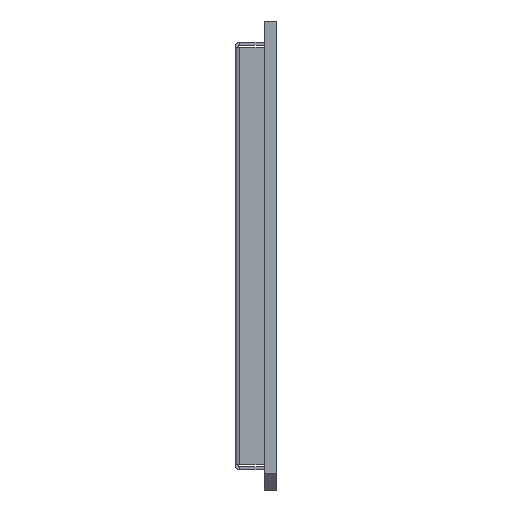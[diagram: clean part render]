
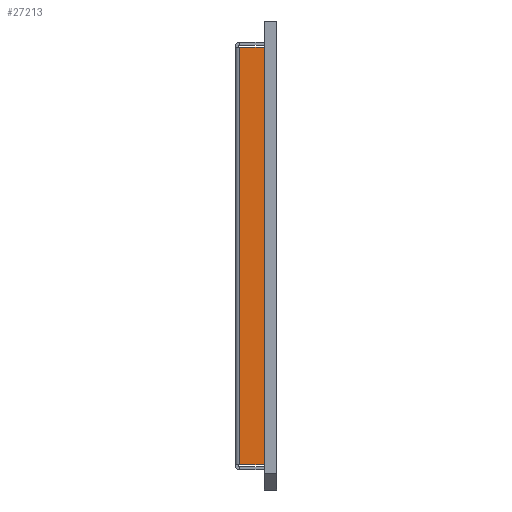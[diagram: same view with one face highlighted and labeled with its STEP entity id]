
A CAD part, left-side view. The second image highlights one B-rep face of the part: STEP entity #27213.
In plain terms, the highlighted planar face has unit normal (-1, 0, 0).
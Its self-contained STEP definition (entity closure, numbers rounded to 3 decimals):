
#1593 = CARTESIAN_POINT ( 'NONE',  ( -14.75, 2.3, -12.95 ) ) ;
#1790 = LINE ( 'NONE', #1593, #15979 ) ;
#2529 = VERTEX_POINT ( 'NONE', #36519 ) ;
#3969 = VECTOR ( 'NONE', #42013, 1000. ) ;
#6468 = AXIS2_PLACEMENT_3D ( 'NONE', #10412, #28637, #21670 ) ;
#8079 = EDGE_CURVE ( 'NONE', #10613, #17969, #1790, .T. ) ;
#9038 = EDGE_CURVE ( 'NONE', #2529, #17969, #36812, .T. ) ;
#10412 = CARTESIAN_POINT ( 'NONE',  ( -14.75, 44.855, 13.25 ) ) ;
#10613 = VERTEX_POINT ( 'NONE', #23477 ) ;
#15979 = VECTOR ( 'NONE', #41673, 1000. ) ;
#16902 = EDGE_CURVE ( 'NONE', #2529, #24666, #24973, .T. ) ;
#17969 = VERTEX_POINT ( 'NONE', #29529 ) ;
#18170 = DIRECTION ( 'NONE',  ( 0., 1., 0. ) ) ;
#18774 = CARTESIAN_POINT ( 'NONE',  ( -14.75, 44.855, 12.95 ) ) ;
#21670 = DIRECTION ( 'NONE',  ( 0., 0., -1. ) ) ;
#22771 = ORIENTED_EDGE ( 'NONE', *, *, #16902, .T. ) ;
#23477 = CARTESIAN_POINT ( 'NONE',  ( -14.75, 2.3, 12.95 ) ) ;
#24666 = VERTEX_POINT ( 'NONE', #31795 ) ;
#24973 = LINE ( 'NONE', #38995, #45370 ) ;
#26611 = EDGE_CURVE ( 'NONE', #24666, #10613, #41282, .T. ) ;
#27213 = ADVANCED_FACE ( 'NONE', ( #39170 ), #39710, .F. ) ;
#28637 = DIRECTION ( 'NONE',  ( 1., 0., 0. ) ) ;
#28672 = DIRECTION ( 'NONE',  ( 0., 0., 1. ) ) ;
#29529 = CARTESIAN_POINT ( 'NONE',  ( -14.75, 2.3, -12.95 ) ) ;
#31795 = CARTESIAN_POINT ( 'NONE',  ( -14.75, 0.8, 12.95 ) ) ;
#35276 = ORIENTED_EDGE ( 'NONE', *, *, #26611, .T. ) ;
#35855 = ORIENTED_EDGE ( 'NONE', *, *, #9038, .F. ) ;
#36519 = CARTESIAN_POINT ( 'NONE',  ( -14.75, 0.8, -12.95 ) ) ;
#36812 = LINE ( 'NONE', #38520, #3969 ) ;
#38520 = CARTESIAN_POINT ( 'NONE',  ( -14.75, 44.855, -12.95 ) ) ;
#38995 = CARTESIAN_POINT ( 'NONE',  ( -14.75, 0.8, 13.25 ) ) ;
#39170 = FACE_OUTER_BOUND ( 'NONE', #46050, .T. ) ;
#39710 = PLANE ( 'NONE',  #6468 ) ;
#41282 = LINE ( 'NONE', #18774, #41839 ) ;
#41673 = DIRECTION ( 'NONE',  ( 0., 0., -1. ) ) ;
#41839 = VECTOR ( 'NONE', #18170, 1000. ) ;
#42013 = DIRECTION ( 'NONE',  ( 0., 1., 0. ) ) ;
#43488 = ORIENTED_EDGE ( 'NONE', *, *, #8079, .T. ) ;
#45370 = VECTOR ( 'NONE', #28672, 1000. ) ;
#46050 = EDGE_LOOP ( 'NONE', ( #35855, #22771, #35276, #43488 ) ) ;
